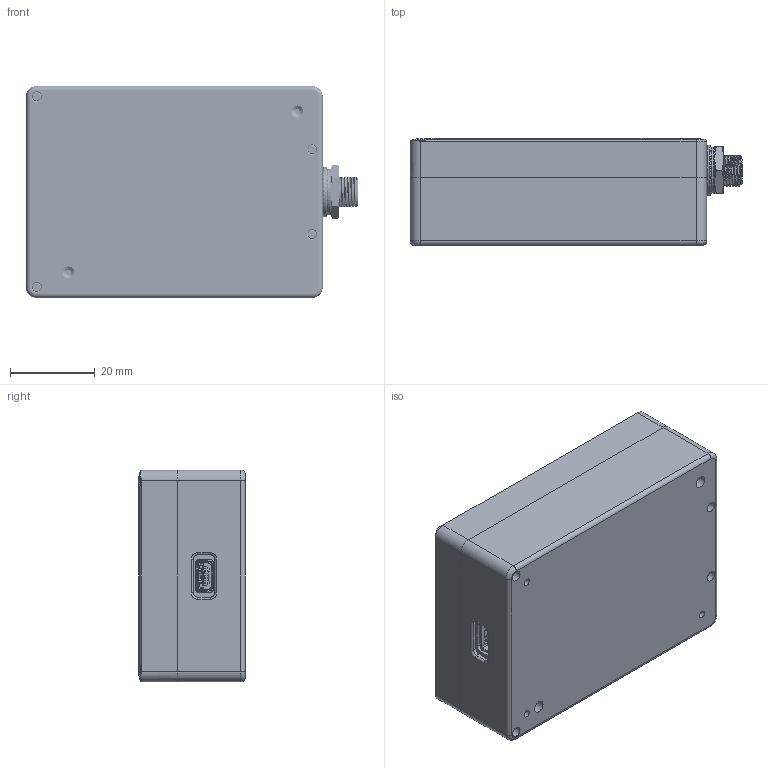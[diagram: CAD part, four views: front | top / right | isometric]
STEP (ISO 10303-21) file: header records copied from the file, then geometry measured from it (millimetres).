
FILE_DESCRIPTION(/* description */ (''),/* implementation_level */ '2;1');
FILE_NAME(/* name */ 'Si-Ware (neospectra) - One part.stp',/* time_stamp */ '2017-09-13T11:06:56+02:00',/* author */ ('Mohamed'),/* organization */ (''),/* preprocessor_version */ 'ST-DEVELOPER v15.6',/* originating_system */ 'Autodesk Inventor 2015',/* authorisation */ '');
FILE_SCHEMA (('AUTOMOTIVE_DESIGN { 1 0 10303 214 3 1 1 }'));
Products named in the file (1): NeoSpectra_One Part
Bounding box: 78.35 x 25.13 x 50 mm (x, y, z)
Volume: 80590.5 mm3; surface area: 31345.5 mm2
Topology: 4 solids, 5 shells, 1427 faces, 4076 edges, 2637 vertices
Faces by surface type: plane 780, cylinder 462, cone 89, bspline 54, torus 42
Full cylindrical faces by diameter (mm): 1.186 x2, 1.713 x3, 2.113 x4, 2.5 x128, 2.6 x2, 2.75 x4, 2.85 x2, 3.45 x2, 4.3 x2, 4.45 x1, 4.96 x1, 5.96 x3, 6.1 x1, 7.112 x1, 8.776 x1, 9.55 x1, 10.922 x1, 11.811 x1
Entity records: 83606 total; most frequent: CARTESIAN_POINT 49852, ORIENTED_EDGE 7126, DIRECTION 6332, EDGE_CURVE 3560, VERTEX_POINT 2330, LINE 2218, VECTOR 2218, AXIS2_PLACEMENT_3D 2057
